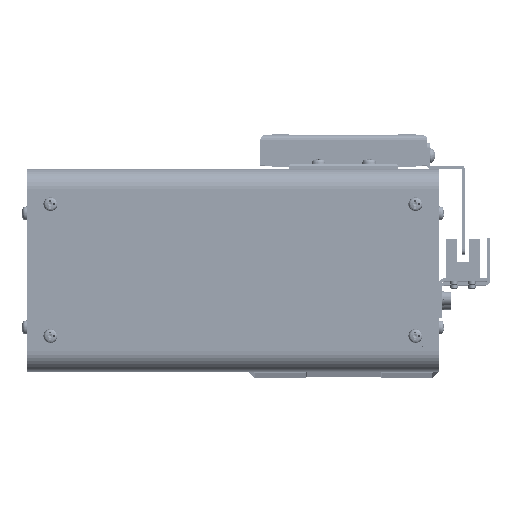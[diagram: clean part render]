
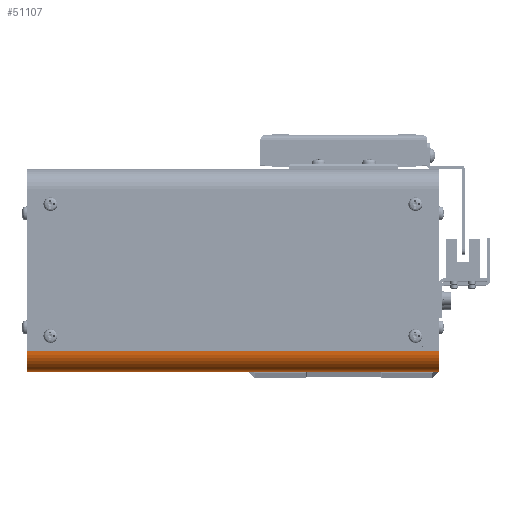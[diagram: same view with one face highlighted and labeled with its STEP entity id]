
A CAD part, top view. The second image highlights one B-rep face of the part: STEP entity #51107.
In plain terms, the highlighted cylindrical face has radius 8 mm (diameter 16 mm), a partial arc.
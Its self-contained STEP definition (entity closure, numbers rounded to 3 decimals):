
#3154 = VECTOR ( 'NONE', #112871, 1000. ) ;
#24418 = VERTEX_POINT ( 'NONE', #164911 ) ;
#27501 = CYLINDRICAL_SURFACE ( 'NONE', #170715, 8. ) ;
#29359 = CARTESIAN_POINT ( 'NONE',  ( 81.25, -32., 17. ) ) ;
#34287 = CARTESIAN_POINT ( 'NONE',  ( -81.25, -40., 17. ) ) ;
#43463 = DIRECTION ( 'NONE',  ( 0., 0., 1. ) ) ;
#46924 = VERTEX_POINT ( 'NONE', #48560 ) ;
#47862 = EDGE_CURVE ( 'NONE', #105432, #46924, #118067, .T. ) ;
#48560 = CARTESIAN_POINT ( 'NONE',  ( -81.25, -32., 25. ) ) ;
#51107 = ADVANCED_FACE ( 'NONE', ( #64715 ), #27501, .T. ) ;
#52220 = ORIENTED_EDGE ( 'NONE', *, *, #47862, .F. ) ;
#58078 = EDGE_LOOP ( 'NONE', ( #52220, #147670, #138552, #163231 ) ) ;
#60321 = EDGE_CURVE ( 'NONE', #111589, #24418, #66838, .T. ) ;
#64715 = FACE_OUTER_BOUND ( 'NONE', #58078, .T. ) ;
#66838 = CIRCLE ( 'NONE', #112180, 8. ) ;
#68779 = DIRECTION ( 'NONE',  ( -1., 0., 0. ) ) ;
#103991 = DIRECTION ( 'NONE',  ( -1., 0., 0. ) ) ;
#104899 = AXIS2_PLACEMENT_3D ( 'NONE', #152475, #68779, #166571 ) ;
#105432 = VERTEX_POINT ( 'NONE', #118244 ) ;
#111589 = VERTEX_POINT ( 'NONE', #176153 ) ;
#112180 = AXIS2_PLACEMENT_3D ( 'NONE', #29359, #127158, #43463 ) ;
#112871 = DIRECTION ( 'NONE',  ( 1., 0., 0. ) ) ;
#113478 = CARTESIAN_POINT ( 'NONE',  ( 81.25, -32., 25. ) ) ;
#114517 = CARTESIAN_POINT ( 'NONE',  ( 0., -32., 17. ) ) ;
#118067 = CIRCLE ( 'NONE', #104899, 8. ) ;
#118244 = CARTESIAN_POINT ( 'NONE',  ( -81.25, -40., 17. ) ) ;
#123422 = LINE ( 'NONE', #113478, #3154 ) ;
#127158 = DIRECTION ( 'NONE',  ( 1., 0., 0. ) ) ;
#128531 = DIRECTION ( 'NONE',  ( 0., 0., 1. ) ) ;
#136575 = EDGE_CURVE ( 'NONE', #24418, #105432, #162719, .T. ) ;
#138552 = ORIENTED_EDGE ( 'NONE', *, *, #60321, .F. ) ;
#144567 = EDGE_CURVE ( 'NONE', #46924, #111589, #123422, .T. ) ;
#147670 = ORIENTED_EDGE ( 'NONE', *, *, #136575, .F. ) ;
#152475 = CARTESIAN_POINT ( 'NONE',  ( -81.25, -32., 17. ) ) ;
#155434 = DIRECTION ( 'NONE',  ( -1., 0., 0. ) ) ;
#158380 = VECTOR ( 'NONE', #103991, 1000. ) ;
#162719 = LINE ( 'NONE', #34287, #158380 ) ;
#163231 = ORIENTED_EDGE ( 'NONE', *, *, #144567, .F. ) ;
#164911 = CARTESIAN_POINT ( 'NONE',  ( 81.25, -40., 17. ) ) ;
#166571 = DIRECTION ( 'NONE',  ( 0., 1., 0. ) ) ;
#170715 = AXIS2_PLACEMENT_3D ( 'NONE', #114517, #155434, #128531 ) ;
#176153 = CARTESIAN_POINT ( 'NONE',  ( 81.25, -32., 25. ) ) ;
